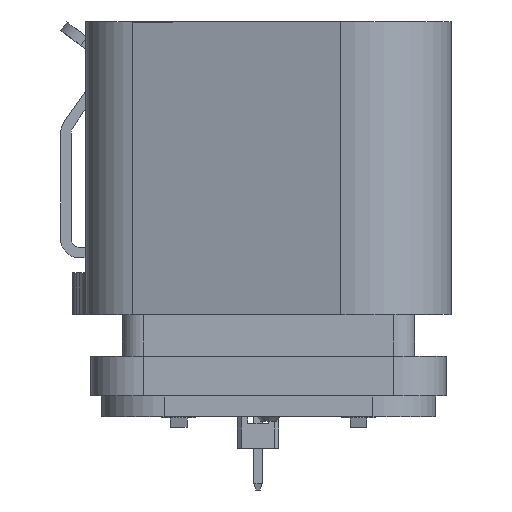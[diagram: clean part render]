
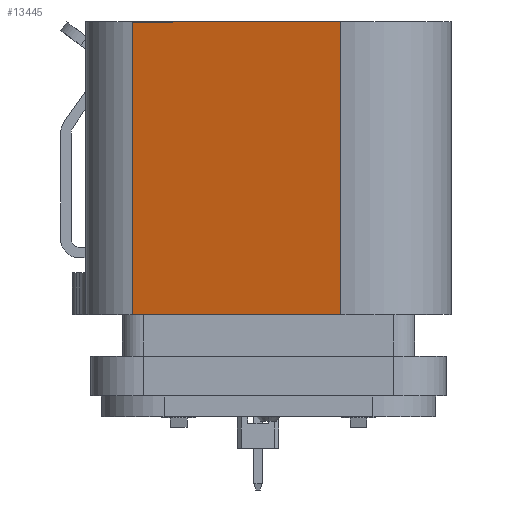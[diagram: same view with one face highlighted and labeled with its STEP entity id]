
A CAD part, left-side view. The second image highlights one B-rep face of the part: STEP entity #13445.
In plain terms, the highlighted planar face has unit normal (-0.966, 0.259, 0).
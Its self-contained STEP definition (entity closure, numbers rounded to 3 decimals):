
#61=DIRECTION('',(-0.259,-0.966,0.));
#62=VECTOR('',#61,10.342);
#63=CARTESIAN_POINT('',(-17.3,6.526,0.));
#64=LINE('',#63,#62);
#110=DIRECTION('',(0.,0.,-1.));
#111=VECTOR('',#110,14.);
#112=CARTESIAN_POINT('',(-19.977,-3.463,14.));
#113=LINE('',#112,#111);
#114=DIRECTION('',(0.,0.,1.));
#115=VECTOR('',#114,14.);
#116=CARTESIAN_POINT('',(-17.3,6.526,0.));
#117=LINE('',#116,#115);
#118=DIRECTION('',(-0.259,-0.966,0.));
#119=VECTOR('',#118,10.342);
#120=CARTESIAN_POINT('',(-17.3,6.526,14.));
#121=LINE('',#120,#119);
#10153=CARTESIAN_POINT('',(-17.3,6.526,0.));
#10155=VERTEX_POINT('',#10153);
#10161=CARTESIAN_POINT('',(-17.3,6.526,14.));
#10163=VERTEX_POINT('',#10161);
#10999=CARTESIAN_POINT('',(-19.977,-3.463,0.));
#11001=VERTEX_POINT('',#10999);
#11002=CARTESIAN_POINT('',(-19.977,-3.463,14.));
#11003=VERTEX_POINT('',#11002);
#13432=CARTESIAN_POINT('',(-17.3,6.526,0.));
#13433=DIRECTION('',(-0.966,0.259,0.));
#13434=DIRECTION('',(-0.259,-0.966,0.));
#13435=AXIS2_PLACEMENT_3D('',#13432,#13433,#13434);
#13436=PLANE('',#13435);
#13437=ORIENTED_EDGE('',*,*,#13424,.T.);
#13438=ORIENTED_EDGE('',*,*,#13334,.F.);
#13440=ORIENTED_EDGE('',*,*,#13439,.T.);
#13442=ORIENTED_EDGE('',*,*,#13441,.T.);
#13443=EDGE_LOOP('',(#13437,#13438,#13440,#13442));
#13444=FACE_OUTER_BOUND('',#13443,.F.);
#13334=EDGE_CURVE('',#10155,#11001,#64,.T.);
#13424=EDGE_CURVE('',#11003,#11001,#113,.T.);
#13439=EDGE_CURVE('',#10155,#10163,#117,.T.);
#13441=EDGE_CURVE('',#10163,#11003,#121,.T.);
#13445=ADVANCED_FACE('',(#13444),#13436,.T.);
